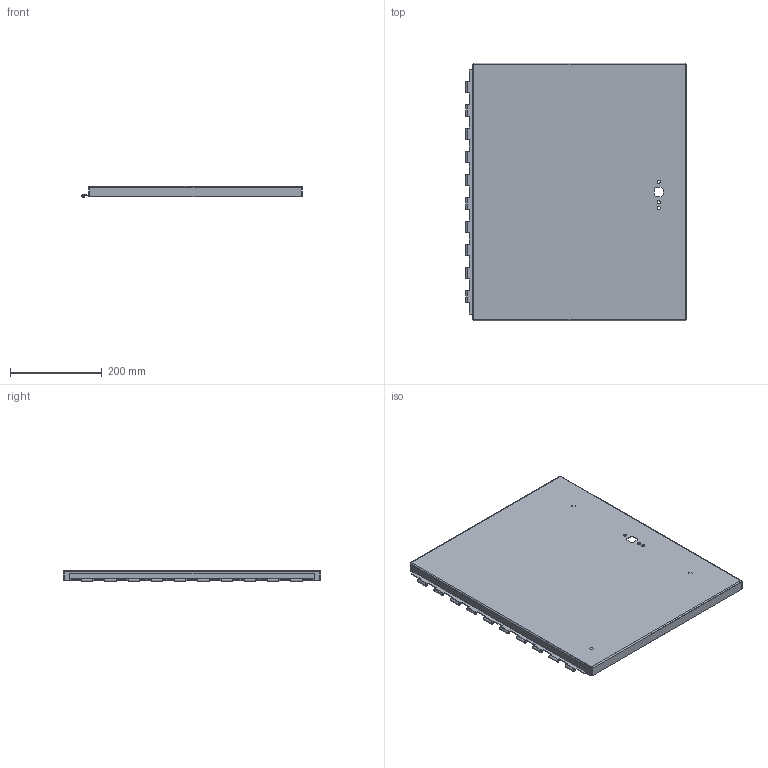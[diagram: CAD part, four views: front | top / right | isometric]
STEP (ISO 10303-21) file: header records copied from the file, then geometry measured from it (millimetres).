
FILE_DESCRIPTION(/* description */ ('ENCL,N4X,WHITE,SS,WM,24X20X20, 3PT.HNDL'),/* implementation_level */ '2;1');
FILE_NAME(/* name */ 'SSN42420203PTW.stp',/* time_stamp */ '2021-01-23T07:34:37-06:00',/* author */ ('dnichola'),/* organization */ (''),/* preprocessor_version */ 'ST-DEVELOPER v18.1',/* originating_system */ 'Autodesk Inventor 2020',/* authorisation */ '');
FILE_SCHEMA (('AUTOMOTIVE_DESIGN { 1 0 10303 214 3 1 1 }'));
Length unit declared in the file: inch
Products named in the file (5): SSN42420203PTW; 38846; SSN424203PTWLID; 32874-24; 32874-24L
Assembly tree (6 placements, depth 3):
  SSN42420203PTW
    38846  x3
    SSN424203PTWLID
    32874-24
      32874-24L
Bounding box: 482.05 x 563.56 x 24.35 mm (x, y, z)
Volume: 592381.2 mm3; surface area: 642685.3 mm2
Topology: 5 solids, 5 shells, 172 faces, 449 edges, 290 vertices
Faces by surface type: plane 97, cylinder 53, bspline 13, torus 6, cone 3
Full cylindrical faces by diameter (mm): 6.35 x3, 7.137 x3, 8.56 x3
Entity records: 5462 total; most frequent: CARTESIAN_POINT 1243, ORIENTED_EDGE 826, DIRECTION 788, EDGE_CURVE 413, LINE 294, VECTOR 294, VERTEX_POINT 264, AXIS2_PLACEMENT_3D 247
